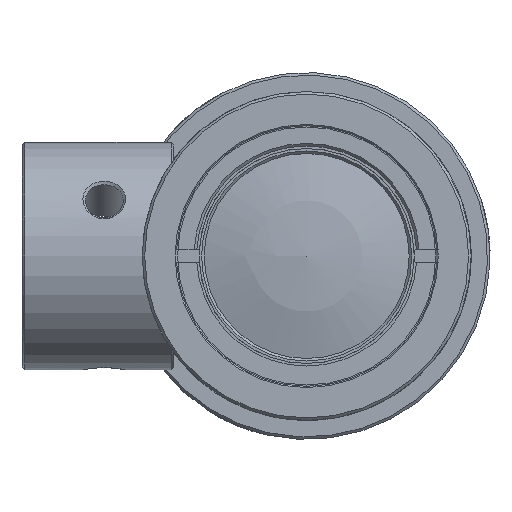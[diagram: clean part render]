
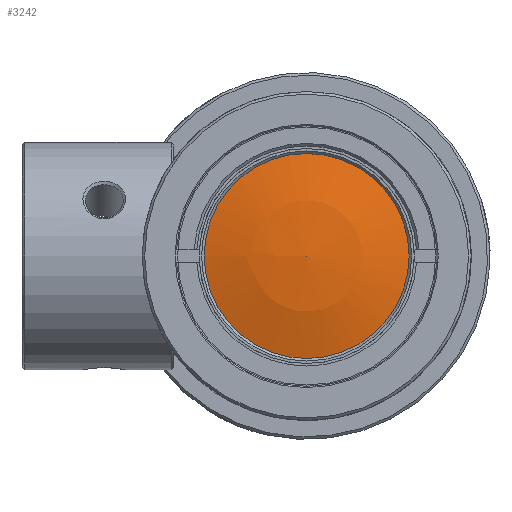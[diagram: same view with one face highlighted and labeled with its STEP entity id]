
A CAD part, left-side view. The second image highlights one B-rep face of the part: STEP entity #3242.
In plain terms, the highlighted spherical face has radius 31.09 mm.
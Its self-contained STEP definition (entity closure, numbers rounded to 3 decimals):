
#31=SPHERICAL_SURFACE('',#10646,31.09);
#584=FACE_OUTER_BOUND('',#4504,.T.);
#3242=ADVANCED_FACE('',(#584),#31,.T.);
#4504=EDGE_LOOP('',(#7045));
#7045=ORIENTED_EDGE('',*,*,#9487,.T.);
#8178=VERTEX_POINT('',#20323);
#9487=EDGE_CURVE('',#8178,#8178,#9919,.T.);
#9919=CIRCLE('',#10645,8.7);
#10645=AXIS2_PLACEMENT_3D('',#20322,#12658,#12659);
#10646=AXIS2_PLACEMENT_3D('',#20324,#12660,#12661);
#12658=DIRECTION('',(-1.,0.,0.));
#12659=DIRECTION('',(0.,0.,1.));
#12660=DIRECTION('',(-1.,0.,0.));
#12661=DIRECTION('',(0.,1.,0.));
#20322=CARTESIAN_POINT('',(1.252,0.,0.));
#20323=CARTESIAN_POINT('',(1.252,0.,8.7));
#20324=CARTESIAN_POINT('',(31.1,0.,0.));
